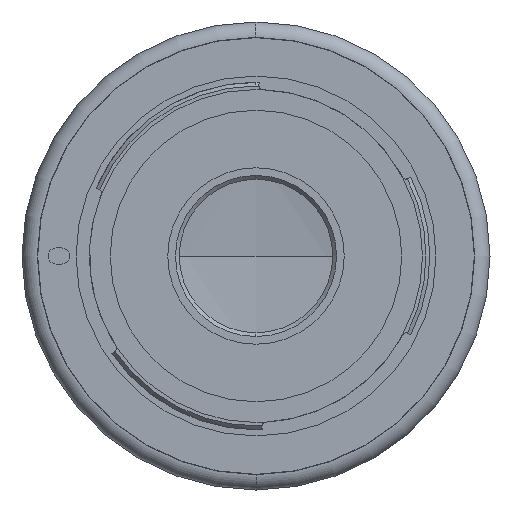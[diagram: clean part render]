
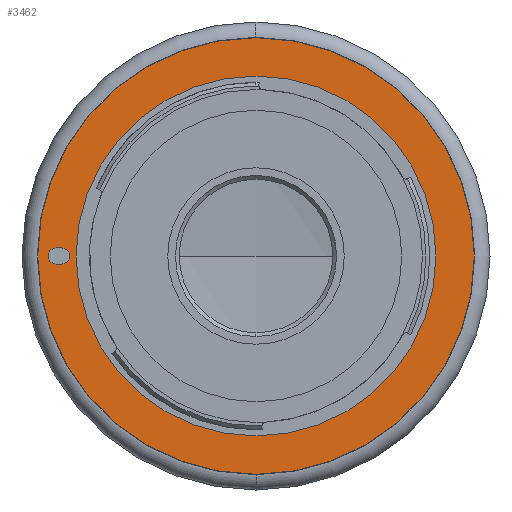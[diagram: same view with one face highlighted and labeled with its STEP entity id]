
A CAD part, left-side view. The second image highlights one B-rep face of the part: STEP entity #3462.
In plain terms, the highlighted planar face has unit normal (-1, 0, 0).
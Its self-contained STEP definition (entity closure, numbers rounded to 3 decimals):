
#78 = CARTESIAN_POINT ( 'NONE',  ( -59.587, 25.35, 0. ) ) ;
#212 = CIRCLE ( 'NONE', #2228, 1.05 ) ;
#335 = EDGE_CURVE ( 'NONE', #2189, #1407, #3411, .T. ) ;
#418 = DIRECTION ( 'NONE',  ( 0., -1., 0. ) ) ;
#484 = AXIS2_PLACEMENT_3D ( 'NONE', #6433, #3441, #5968 ) ;
#510 = CARTESIAN_POINT ( 'NONE',  ( -59.587, 26.05, -1.05 ) ) ;
#586 = DIRECTION ( 'NONE',  ( 0., 0., -1. ) ) ;
#679 = CARTESIAN_POINT ( 'NONE',  ( -59.587, 25.35, 1.05 ) ) ;
#822 = DIRECTION ( 'NONE',  ( 1., 0., 0. ) ) ;
#919 = CARTESIAN_POINT ( 'NONE',  ( -59.587, 25.35, -1.05 ) ) ;
#1000 = FACE_OUTER_BOUND ( 'NONE', #4103, .T. ) ;
#1102 = CARTESIAN_POINT ( 'NONE',  ( -59.587, 0., 0. ) ) ;
#1237 = EDGE_CURVE ( 'NONE', #3105, #5607, #2521, .T. ) ;
#1368 = EDGE_LOOP ( 'NONE', ( #2349, #4518 ) ) ;
#1374 = AXIS2_PLACEMENT_3D ( 'NONE', #1102, #4671, #1606 ) ;
#1398 = ORIENTED_EDGE ( 'NONE', *, *, #2305, .F. ) ;
#1407 = VERTEX_POINT ( 'NONE', #2122 ) ;
#1457 = EDGE_CURVE ( 'NONE', #4217, #3164, #2679, .T. ) ;
#1587 = EDGE_CURVE ( 'NONE', #5290, #3105, #2753, .T. ) ;
#1606 = DIRECTION ( 'NONE',  ( 0., 0., -1. ) ) ;
#1697 = DIRECTION ( 'NONE',  ( -1., 0., 0. ) ) ;
#2074 = CARTESIAN_POINT ( 'NONE',  ( -59.587, 0., 0. ) ) ;
#2100 = AXIS2_PLACEMENT_3D ( 'NONE', #2955, #6484, #3480 ) ;
#2122 = CARTESIAN_POINT ( 'NONE',  ( -59.587, 0., -23.45 ) ) ;
#2134 = AXIS2_PLACEMENT_3D ( 'NONE', #2074, #5600, #2569 ) ;
#2145 = VECTOR ( 'NONE', #418, 1000. ) ;
#2189 = VERTEX_POINT ( 'NONE', #5070 ) ;
#2205 = CARTESIAN_POINT ( 'NONE',  ( -59.587, 0., -28.45 ) ) ;
#2228 = AXIS2_PLACEMENT_3D ( 'NONE', #78, #3636, #586 ) ;
#2297 = ORIENTED_EDGE ( 'NONE', *, *, #1587, .F. ) ;
#2305 = EDGE_CURVE ( 'NONE', #5964, #5290, #212, .T. ) ;
#2317 = ORIENTED_EDGE ( 'NONE', *, *, #4336, .F. ) ;
#2349 = ORIENTED_EDGE ( 'NONE', *, *, #2512, .F. ) ;
#2385 = CARTESIAN_POINT ( 'NONE',  ( -59.587, 0., 28.45 ) ) ;
#2494 = FACE_BOUND ( 'NONE', #1368, .T. ) ;
#2512 = EDGE_CURVE ( 'NONE', #1407, #2189, #3380, .T. ) ;
#2521 = CIRCLE ( 'NONE', #2100, 1.05 ) ;
#2569 = DIRECTION ( 'NONE',  ( 0., 0., -1. ) ) ;
#2616 = ORIENTED_EDGE ( 'NONE', *, *, #1237, .F. ) ;
#2648 = CIRCLE ( 'NONE', #1374, 28.45 ) ;
#2679 = CIRCLE ( 'NONE', #2848, 28.45 ) ;
#2753 = LINE ( 'NONE', #5547, #3938 ) ;
#2779 = EDGE_CURVE ( 'NONE', #3164, #4217, #2648, .T. ) ;
#2848 = AXIS2_PLACEMENT_3D ( 'NONE', #4752, #1697, #5241 ) ;
#2955 = CARTESIAN_POINT ( 'NONE',  ( -59.587, 26.05, 0. ) ) ;
#3105 = VERTEX_POINT ( 'NONE', #4045 ) ;
#3113 = EDGE_LOOP ( 'NONE', ( #2297, #1398, #2317, #2616 ) ) ;
#3164 = VERTEX_POINT ( 'NONE', #2205 ) ;
#3211 = ORIENTED_EDGE ( 'NONE', *, *, #2779, .T. ) ;
#3380 = CIRCLE ( 'NONE', #484, 23.45 ) ;
#3411 = CIRCLE ( 'NONE', #2134, 23.45 ) ;
#3441 = DIRECTION ( 'NONE',  ( -1., 0., 0. ) ) ;
#3462 = ADVANCED_FACE ( 'NONE', ( #6378, #2494, #1000 ), #4861, .F. ) ;
#3480 = DIRECTION ( 'NONE',  ( 0., 0., -1. ) ) ;
#3636 = DIRECTION ( 'NONE',  ( -1., 0., 0. ) ) ;
#3867 = CARTESIAN_POINT ( 'NONE',  ( -59.587, -23.45, 0. ) ) ;
#3924 = AXIS2_PLACEMENT_3D ( 'NONE', #3867, #822, #4387 ) ;
#3938 = VECTOR ( 'NONE', #4583, 1000. ) ;
#4045 = CARTESIAN_POINT ( 'NONE',  ( -59.587, 26.05, 1.05 ) ) ;
#4103 = EDGE_LOOP ( 'NONE', ( #3211, #4968 ) ) ;
#4217 = VERTEX_POINT ( 'NONE', #2385 ) ;
#4336 = EDGE_CURVE ( 'NONE', #5607, #5964, #4838, .T. ) ;
#4345 = CARTESIAN_POINT ( 'NONE',  ( -59.587, 25.35, -1.05 ) ) ;
#4387 = DIRECTION ( 'NONE',  ( 0., 0., 1. ) ) ;
#4518 = ORIENTED_EDGE ( 'NONE', *, *, #335, .F. ) ;
#4583 = DIRECTION ( 'NONE',  ( 0., 1., 0. ) ) ;
#4671 = DIRECTION ( 'NONE',  ( -1., 0., 0. ) ) ;
#4752 = CARTESIAN_POINT ( 'NONE',  ( -59.587, 0., 0. ) ) ;
#4838 = LINE ( 'NONE', #919, #2145 ) ;
#4861 = PLANE ( 'NONE',  #3924 ) ;
#4968 = ORIENTED_EDGE ( 'NONE', *, *, #1457, .T. ) ;
#5070 = CARTESIAN_POINT ( 'NONE',  ( -59.587, 0., 23.45 ) ) ;
#5241 = DIRECTION ( 'NONE',  ( 0., 0., -1. ) ) ;
#5290 = VERTEX_POINT ( 'NONE', #679 ) ;
#5547 = CARTESIAN_POINT ( 'NONE',  ( -59.587, 25.35, 1.05 ) ) ;
#5600 = DIRECTION ( 'NONE',  ( -1., 0., 0. ) ) ;
#5607 = VERTEX_POINT ( 'NONE', #510 ) ;
#5964 = VERTEX_POINT ( 'NONE', #4345 ) ;
#5968 = DIRECTION ( 'NONE',  ( 0., 0., -1. ) ) ;
#6378 = FACE_BOUND ( 'NONE', #3113, .T. ) ;
#6433 = CARTESIAN_POINT ( 'NONE',  ( -59.587, 0., 0. ) ) ;
#6484 = DIRECTION ( 'NONE',  ( -1., 0., 0. ) ) ;
